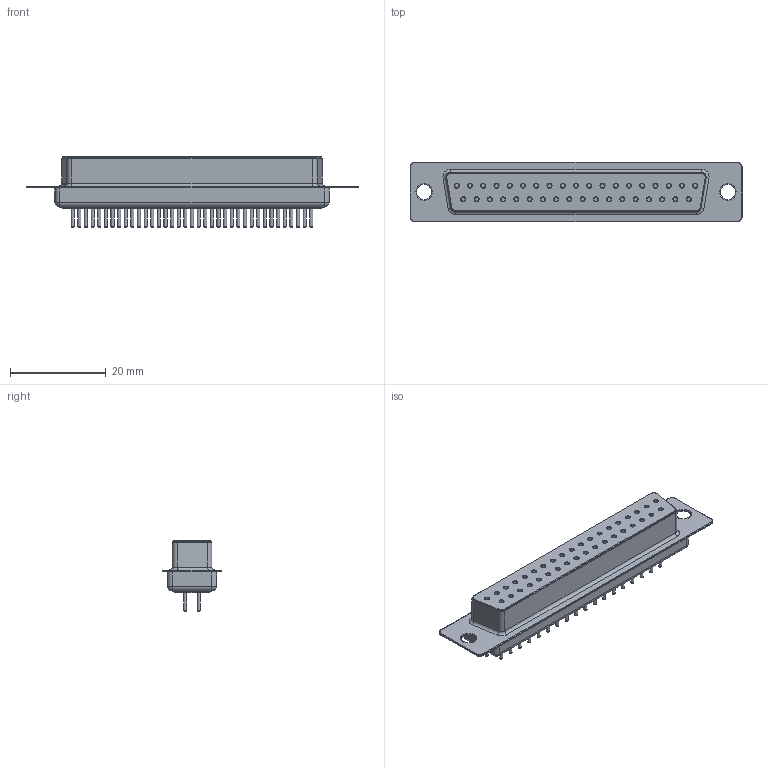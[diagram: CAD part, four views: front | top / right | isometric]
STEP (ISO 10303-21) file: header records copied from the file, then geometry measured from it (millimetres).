
FILE_DESCRIPTION(/* description */ ('model of DSUB-37_Female_Vertical_P2.77x2.84mm_MountingHoles'),/* implementation_level */ '2;1');
FILE_NAME(/* name */ 'DSUB-37_Female_Vertical_P2.77x2.84mm_MountingHoles.step',/* time_stamp */ '2020-01-10T18:07:17',/* author */ ('kicad StepUp','ksu'),/* organization */ ('FreeCAD'),/* preprocessor_version */ 'OCC',/* originating_system */ 'kicad StepUp',/* authorisation */ '');
FILE_SCHEMA(('AUTOMOTIVE_DESIGN { 1 0 10303 214 1 1 1 1 }'));
Length unit declared in the file: millimetre
Products named in the file (1): DSUB-37_Female_Vertical_P2.77x2.84mm_MountingHoles
Bounding box: 69.4 x 12.5 x 14.7 mm (x, y, z)
Volume: 5376 mm3; surface area: 4507.6 mm2
Topology: 1 solids, 1 shells, 291 faces, 612 edges, 362 vertices
Faces by surface type: cylinder 112, plane 73, torus 53, cone 45, sphere 4, revolution 4
Full cylindrical faces by diameter (mm): 0.64 x37, 0.853 x37, 3.2 x2
Entity records: 10432 total; most frequent: CARTESIAN_POINT 1731, DIRECTION 1551, ORIENTED_EDGE 1216, AXIS2_PLACEMENT_3D 655, EDGE_CURVE 608, FACE_BOUND 410, EDGE_LOOP 410, CIRCLE 367
